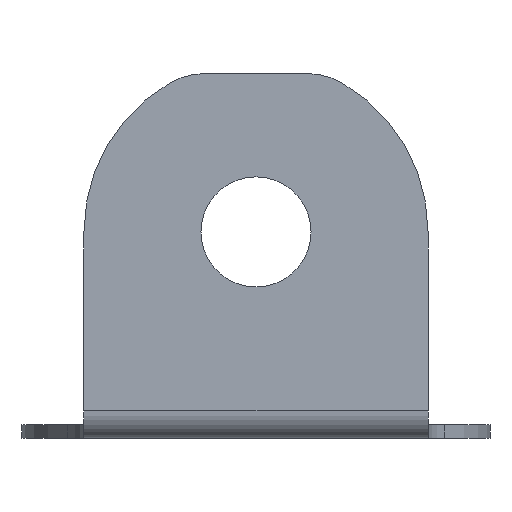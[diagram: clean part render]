
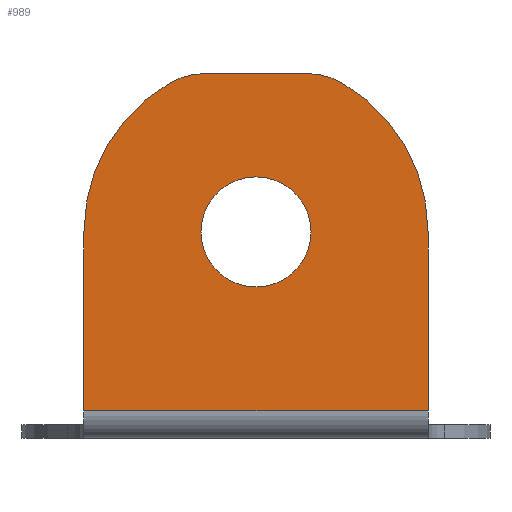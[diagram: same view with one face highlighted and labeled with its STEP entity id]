
A CAD part, left-side view. The second image highlights one B-rep face of the part: STEP entity #989.
In plain terms, the highlighted planar face has unit normal (-1, 0, 0).
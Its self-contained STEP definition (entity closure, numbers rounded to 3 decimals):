
#24=FACE_BOUND('',#136,.T.);
#40=PLANE('',#1108);
#72=FACE_OUTER_BOUND('',#135,.T.);
#135=EDGE_LOOP('',(#753,#754,#755,#756,#757,#758,#759,#760));
#136=EDGE_LOOP('',(#761));
#212=LINE('',#1646,#288);
#217=LINE('',#1669,#293);
#218=LINE('',#1671,#294);
#219=LINE('',#1673,#295);
#288=VECTOR('',#1314,10.);
#293=VECTOR('',#1337,10.);
#294=VECTOR('',#1338,10.);
#295=VECTOR('',#1339,10.);
#371=CIRCLE('',#1098,10.);
#377=CIRCLE('',#1107,10.);
#378=CIRCLE('',#1109,25.);
#379=CIRCLE('',#1110,25.);
#380=CIRCLE('',#1111,8.);
#458=VERTEX_POINT('',#1633);
#459=VERTEX_POINT('',#1634);
#463=VERTEX_POINT('',#1644);
#470=VERTEX_POINT('',#1662);
#471=VERTEX_POINT('',#1666);
#472=VERTEX_POINT('',#1668);
#473=VERTEX_POINT('',#1670);
#474=VERTEX_POINT('',#1672);
#475=VERTEX_POINT('',#1675);
#564=EDGE_CURVE('',#458,#459,#371,.T.);
#570=EDGE_CURVE('',#458,#463,#212,.T.);
#579=EDGE_CURVE('',#470,#463,#377,.T.);
#580=EDGE_CURVE('',#471,#470,#378,.T.);
#581=EDGE_CURVE('',#472,#471,#217,.T.);
#582=EDGE_CURVE('',#472,#473,#218,.T.);
#583=EDGE_CURVE('',#474,#473,#219,.T.);
#584=EDGE_CURVE('',#459,#474,#379,.T.);
#585=EDGE_CURVE('',#475,#475,#380,.T.);
#753=ORIENTED_EDGE('',*,*,#564,.F.);
#754=ORIENTED_EDGE('',*,*,#570,.T.);
#755=ORIENTED_EDGE('',*,*,#579,.F.);
#756=ORIENTED_EDGE('',*,*,#580,.F.);
#757=ORIENTED_EDGE('',*,*,#581,.F.);
#758=ORIENTED_EDGE('',*,*,#582,.T.);
#759=ORIENTED_EDGE('',*,*,#583,.F.);
#760=ORIENTED_EDGE('',*,*,#584,.F.);
#761=ORIENTED_EDGE('',*,*,#585,.T.);
#989=ADVANCED_FACE('',(#72,#24),#40,.F.);
#1098=AXIS2_PLACEMENT_3D('',#1635,#1304,#1305);
#1107=AXIS2_PLACEMENT_3D('',#1664,#1331,#1332);
#1108=AXIS2_PLACEMENT_3D('',#1665,#1333,#1334);
#1109=AXIS2_PLACEMENT_3D('',#1667,#1335,#1336);
#1110=AXIS2_PLACEMENT_3D('',#1674,#1340,#1341);
#1111=AXIS2_PLACEMENT_3D('',#1676,#1342,#1343);
#1304=DIRECTION('center_axis',(1.,0.,0.));
#1305=DIRECTION('ref_axis',(0.,-0.258,0.966));
#1314=DIRECTION('',(0.,1.,0.));
#1331=DIRECTION('center_axis',(1.,0.,0.));
#1332=DIRECTION('ref_axis',(0.,0.258,0.966));
#1333=DIRECTION('center_axis',(1.,0.,0.));
#1334=DIRECTION('ref_axis',(0.,0.,-1.));
#1335=DIRECTION('center_axis',(1.,0.,0.));
#1336=DIRECTION('ref_axis',(0.,-0.707,0.707));
#1337=DIRECTION('',(0.,0.,1.));
#1338=DIRECTION('',(0.,-1.,0.));
#1339=DIRECTION('',(0.,0.,-1.));
#1340=DIRECTION('center_axis',(1.,0.,0.));
#1341=DIRECTION('ref_axis',(0.,-0.707,0.707));
#1342=DIRECTION('center_axis',(1.,0.,0.));
#1343=DIRECTION('ref_axis',(0.,0.,-1.));
#1633=CARTESIAN_POINT('',(-44.4,-7.483,52.));
#1634=CARTESIAN_POINT('',(-44.4,-12.472,50.667));
#1635=CARTESIAN_POINT('Origin',(-44.4,-7.483,42.));
#1644=CARTESIAN_POINT('',(-44.4,7.483,52.));
#1646=CARTESIAN_POINT('',(-44.4,12.5,52.));
#1662=CARTESIAN_POINT('',(-44.4,12.472,50.667));
#1664=CARTESIAN_POINT('Origin',(-44.4,7.483,42.));
#1665=CARTESIAN_POINT('Origin',(-44.4,0.,
26.238));
#1666=CARTESIAN_POINT('',(-44.4,25.,29.));
#1667=CARTESIAN_POINT('Origin',(-44.4,0.,
29.));
#1668=CARTESIAN_POINT('',(-44.4,25.,3.));
#1669=CARTESIAN_POINT('',(-44.4,25.,3.));
#1670=CARTESIAN_POINT('',(-44.4,-25.,3.));
#1671=CARTESIAN_POINT('',(-44.4,0.,3.));
#1672=CARTESIAN_POINT('',(-44.4,-25.,29.));
#1673=CARTESIAN_POINT('',(-44.4,-25.,-1.524));
#1674=CARTESIAN_POINT('Origin',(-44.4,0.,
29.));
#1675=CARTESIAN_POINT('',(-44.4,0.,37.));
#1676=CARTESIAN_POINT('Origin',(-44.4,0.,
29.));
